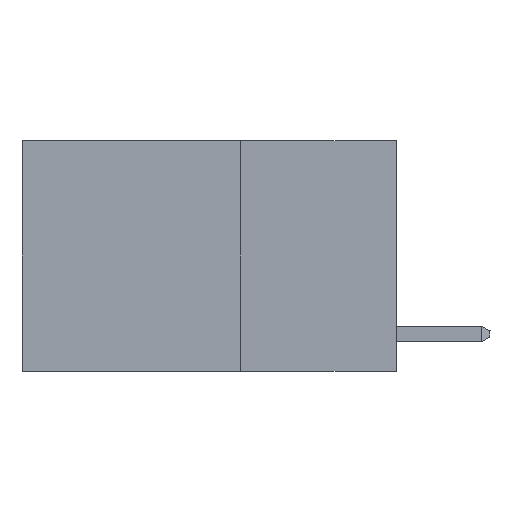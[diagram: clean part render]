
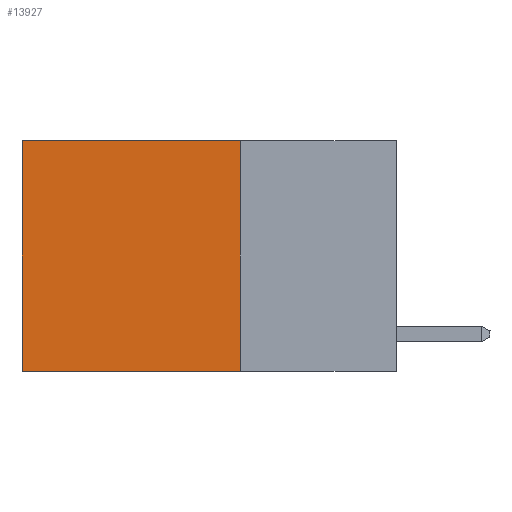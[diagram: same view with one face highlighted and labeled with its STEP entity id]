
A CAD part, left-side view. The second image highlights one B-rep face of the part: STEP entity #13927.
In plain terms, the highlighted planar face has unit normal (-1, 0, 0).
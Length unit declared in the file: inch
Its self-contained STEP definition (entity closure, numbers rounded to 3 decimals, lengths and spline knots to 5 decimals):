
#45 = ORIENTED_EDGE ( 'NONE', *, *, #15799, .F. ) ;
#76 = VERTEX_POINT ( 'NONE', #16646 ) ;
#105 = CARTESIAN_POINT ( 'NONE',  ( 0.2625, 0.6, -0.37 ) ) ;
#221 = DIRECTION ( 'NONE',  ( 0., 0., -1. ) ) ;
#289 = CARTESIAN_POINT ( 'NONE',  ( 0.2625, 0.25, -0.37 ) ) ;
#291 = VECTOR ( 'NONE', #6232, 39.37008 ) ;
#2300 = VERTEX_POINT ( 'NONE', #2810 ) ;
#2366 = FACE_OUTER_BOUND ( 'NONE', #16509, .T. ) ;
#2524 = EDGE_CURVE ( 'NONE', #2300, #3601, #13979, .T. ) ;
#2810 = CARTESIAN_POINT ( 'NONE',  ( 0.2625, 0.25, 0. ) ) ;
#2977 = ORIENTED_EDGE ( 'NONE', *, *, #7722, .F. ) ;
#3601 = VERTEX_POINT ( 'NONE', #11726 ) ;
#3626 = DIRECTION ( 'NONE',  ( 0., 1., 0. ) ) ;
#3780 = VECTOR ( 'NONE', #10382, 39.37008 ) ;
#4506 = PLANE ( 'NONE',  #18219 ) ;
#4744 = CARTESIAN_POINT ( 'NONE',  ( 0.2625, 0.25, 0. ) ) ;
#5682 = EDGE_CURVE ( 'NONE', #3601, #9592, #15431, .T. ) ;
#6232 = DIRECTION ( 'NONE',  ( 0., 0., -1. ) ) ;
#7319 = DIRECTION ( 'NONE',  ( 0., 0., -1. ) ) ;
#7722 = EDGE_CURVE ( 'NONE', #2300, #76, #12246, .T. ) ;
#8877 = DIRECTION ( 'NONE',  ( 1., 0., 0. ) ) ;
#9592 = VERTEX_POINT ( 'NONE', #105 ) ;
#10248 = CARTESIAN_POINT ( 'NONE',  ( 0.2625, 0.25, 0. ) ) ;
#10382 = DIRECTION ( 'NONE',  ( 0., 1., 0. ) ) ;
#11726 = CARTESIAN_POINT ( 'NONE',  ( 0.2625, 0.6, 0. ) ) ;
#12096 = VECTOR ( 'NONE', #7319, 39.37008 ) ;
#12246 = LINE ( 'NONE', #4744, #291 ) ;
#13683 = CARTESIAN_POINT ( 'NONE',  ( 0.2625, 0.25, 0. ) ) ;
#13927 = ADVANCED_FACE ( 'NONE', ( #2366 ), #4506, .F. ) ;
#13979 = LINE ( 'NONE', #13683, #17254 ) ;
#14411 = CARTESIAN_POINT ( 'NONE',  ( 0.2625, 0.6, 0. ) ) ;
#14542 = ORIENTED_EDGE ( 'NONE', *, *, #5682, .T. ) ;
#15233 = LINE ( 'NONE', #289, #3780 ) ;
#15431 = LINE ( 'NONE', #14411, #12096 ) ;
#15799 = EDGE_CURVE ( 'NONE', #76, #9592, #15233, .T. ) ;
#16509 = EDGE_LOOP ( 'NONE', ( #14542, #45, #2977, #18545 ) ) ;
#16646 = CARTESIAN_POINT ( 'NONE',  ( 0.2625, 0.25, -0.37 ) ) ;
#17254 = VECTOR ( 'NONE', #3626, 39.37008 ) ;
#18219 = AXIS2_PLACEMENT_3D ( 'NONE', #10248, #8877, #221 ) ;
#18545 = ORIENTED_EDGE ( 'NONE', *, *, #2524, .T. ) ;
